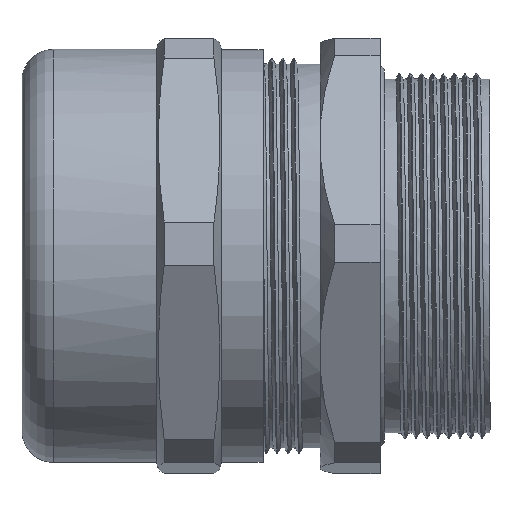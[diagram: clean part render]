
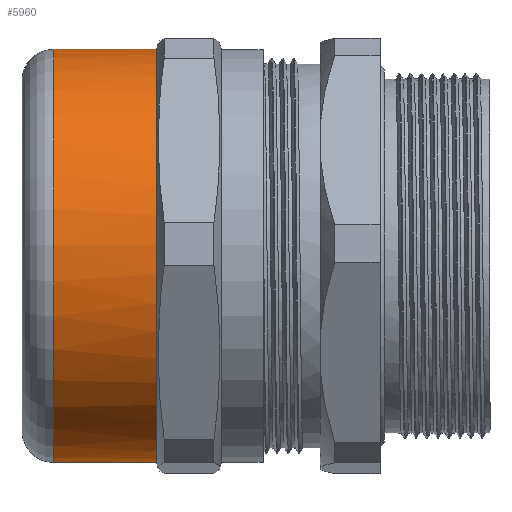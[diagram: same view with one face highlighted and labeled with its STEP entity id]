
A CAD part, front view. The second image highlights one B-rep face of the part: STEP entity #5960.
In plain terms, the highlighted cylindrical face has radius 28.25 mm (diameter 56.5 mm), a full revolution.
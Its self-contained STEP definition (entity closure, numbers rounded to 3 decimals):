
#194=FACE_BOUND('',#1161,.T.);
#788=FACE_OUTER_BOUND('',#1160,.T.);
#1160=EDGE_LOOP('',(#5258));
#1161=EDGE_LOOP('',(#5259));
#2304=CIRCLE('',#6623,28.25);
#2305=CIRCLE('',#6626,28.25);
#2821=VERTEX_POINT('',#14794);
#2822=VERTEX_POINT('',#14798);
#3655=EDGE_CURVE('',#2821,#2821,#2304,.T.);
#3656=EDGE_CURVE('',#2822,#2822,#2305,.T.);
#5258=ORIENTED_EDGE('',*,*,#3655,.F.);
#5259=ORIENTED_EDGE('',*,*,#3656,.T.);
#5667=CYLINDRICAL_SURFACE('',#6627,28.25);
#5960=ADVANCED_FACE('',(#788,#194),#5667,.T.);
#6623=AXIS2_PLACEMENT_3D('',#14795,#8116,#8117);
#6626=AXIS2_PLACEMENT_3D('',#14799,#8122,#8123);
#6627=AXIS2_PLACEMENT_3D('',#14800,#8124,#8125);
#8116=DIRECTION('center_axis',(1.,0.,0.));
#8117=DIRECTION('ref_axis',(0.,0.,-1.));
#8122=DIRECTION('center_axis',(1.,0.,0.));
#8123=DIRECTION('ref_axis',(0.,0.,-1.));
#8124=DIRECTION('center_axis',(1.,0.,0.));
#8125=DIRECTION('ref_axis',(0.,1.,0.));
#14794=CARTESIAN_POINT('',(-14.5,28.25,0.));
#14795=CARTESIAN_POINT('Origin',(-14.5,0.,0.));
#14798=CARTESIAN_POINT('',(-28.567,28.25,0.));
#14799=CARTESIAN_POINT('Origin',(-28.567,0.,0.));
#14800=CARTESIAN_POINT('Origin',(-21.534,0.,0.));
